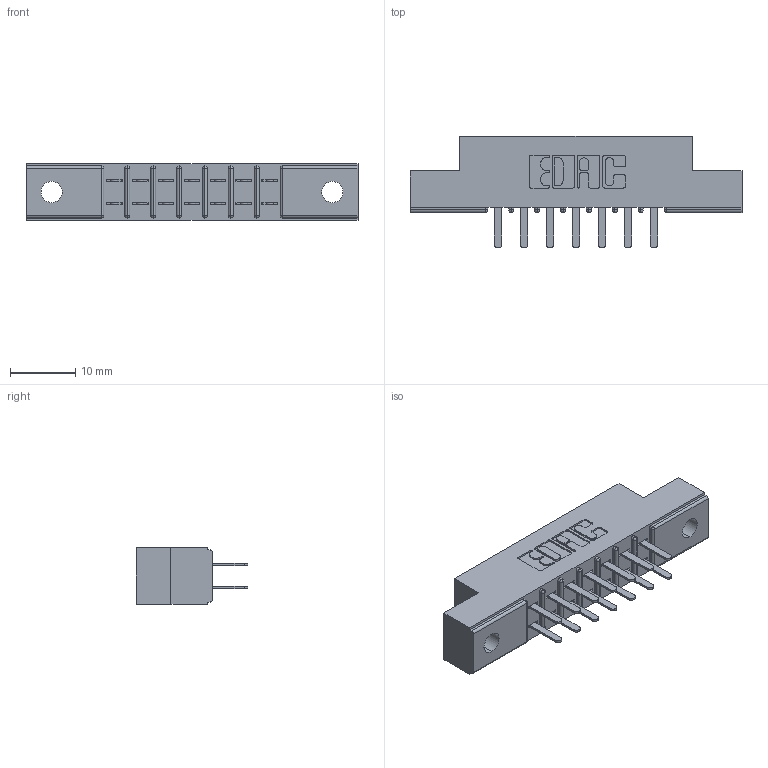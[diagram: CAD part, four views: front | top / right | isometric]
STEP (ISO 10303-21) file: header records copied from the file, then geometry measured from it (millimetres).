
FILE_DESCRIPTION (( 'STEP AP203' ), '1' );
FILE_NAME ('305-014-520-202.STEP', '2019-09-09T11:43:05', ( '' ), ( '' ), 'SwSTEP 2.0', 'SolidWorks 2016', '' );
FILE_SCHEMA (( 'CONFIG_CONTROL_DESIGN' ));
Length unit declared in the file: inch
Products named in the file (3): 305-290-001_520; 305 Part_.128 Dia; 305-014-520-202
Assembly tree (15 placements, depth 2):
  305-014-520-202
    305 Part_.128 Dia
    305-290-001_520  x14
Bounding box: 50.75 x 17.09 x 8.71 mm (x, y, z)
Volume: 3163.9 mm3; surface area: 4863 mm2
Topology: 15 solids, 15 shells, 760 faces, 2157 edges, 1398 vertices
Faces by surface type: plane 446, cylinder 286, sphere 28
Entity records: 11722 total; most frequent: CARTESIAN_POINT 1939, ORIENTED_EDGE 1918, DIRECTION 1903, EDGE_CURVE 959, LINE 739, VECTOR 739, VERTEX_POINT 618, AXIS2_PLACEMENT_3D 582
